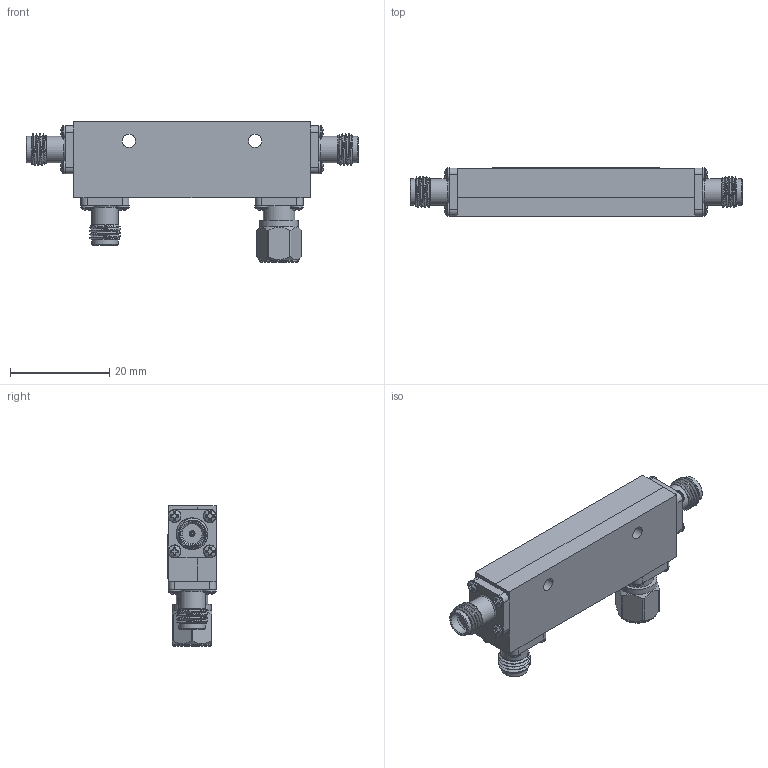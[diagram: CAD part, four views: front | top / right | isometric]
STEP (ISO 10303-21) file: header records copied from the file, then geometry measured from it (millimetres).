
FILE_DESCRIPTION (( 'STEP AP203' ), '1' );
FILE_NAME ('PE2210-20_3D.step', '2021-12-09T16:57:28', ( '' ), ( '' ), 'SwSTEP 2.0', 'SolidWorks 2021', '' );
FILE_SCHEMA (( 'CONFIG_CONTROL_DESIGN' ));
Products named in the file (1): PE2210-20_3D
Bounding box: 66.8 x 9.75 x 28.19 mm (x, y, z)
Volume: 8516.3 mm3; surface area: 4484.4 mm2
Topology: 1 solids, 18 shells, 1039 faces, 2688 edges, 1777 vertices
Faces by surface type: plane 665, bspline 201, cylinder 88, cone 82, torus 3
Full cylindrical faces by diameter (mm): 0.508 x3, 0.914 x4, 1.092 x16, 1.168 x3, 2.591 x16, 2.667 x2, 4.521 x3, 5.08 x4, 5.334 x6, 6.35 x1, 7.762 x2
Entity records: 45082 total; most frequent: CARTESIAN_POINT 22380, ORIENTED_EDGE 5088, DIRECTION 3666, EDGE_CURVE 2544, VERTEX_POINT 1724, LINE 1418, VECTOR 1418, EDGE_LOOP 1226
